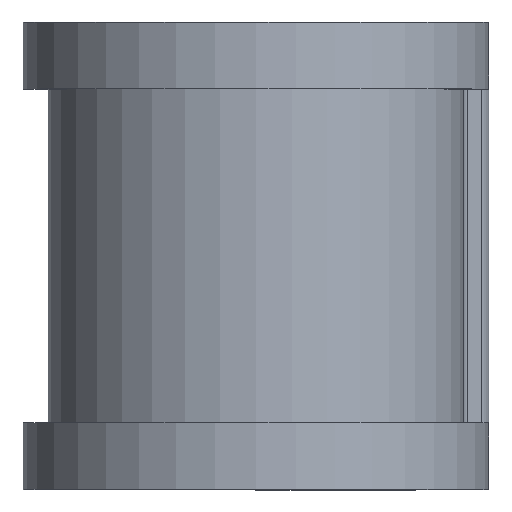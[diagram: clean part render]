
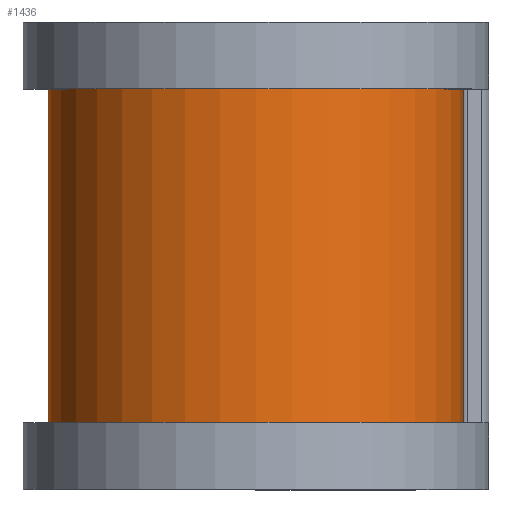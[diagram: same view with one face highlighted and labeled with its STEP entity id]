
A CAD part, top view. The second image highlights one B-rep face of the part: STEP entity #1436.
In plain terms, the highlighted cylindrical face has radius 12.649 mm (diameter 25.298 mm), a partial arc.
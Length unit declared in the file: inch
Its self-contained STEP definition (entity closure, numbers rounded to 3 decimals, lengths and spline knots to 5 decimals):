
#60 = ORIENTED_EDGE ( 'NONE', *, *, #1245, .T. ) ;
#81 = ORIENTED_EDGE ( 'NONE', *, *, #1317, .F. ) ;
#91 = DIRECTION ( 'NONE',  ( 0., 0., -1. ) ) ;
#152 = CYLINDRICAL_SURFACE ( 'NONE', #1632, 0.498 ) ;
#172 = CIRCLE ( 'NONE', #569, 0.498 ) ;
#179 = ORIENTED_EDGE ( 'NONE', *, *, #1284, .F. ) ;
#195 = VECTOR ( 'NONE', #1663, 39.37008 ) ;
#218 = CIRCLE ( 'NONE', #386, 0.498 ) ;
#314 = CARTESIAN_POINT ( 'NONE',  ( 0.498, 0.4, 0. ) ) ;
#360 = DIRECTION ( 'NONE',  ( 0., -1., 0. ) ) ;
#386 = AXIS2_PLACEMENT_3D ( 'NONE', #1692, #925, #91 ) ;
#441 = VERTEX_POINT ( 'NONE', #1001 ) ;
#455 = ORIENTED_EDGE ( 'NONE', *, *, #1313, .T. ) ;
#475 = DIRECTION ( 'NONE',  ( 0., -1., 0. ) ) ;
#522 = CARTESIAN_POINT ( 'NONE',  ( 0., 0.4, -0.498 ) ) ;
#528 = VECTOR ( 'NONE', #475, 39.37008 ) ;
#564 = LINE ( 'NONE', #1030, #195 ) ;
#569 = AXIS2_PLACEMENT_3D ( 'NONE', #1172, #360, #1297 ) ;
#630 = VERTEX_POINT ( 'NONE', #1586 ) ;
#821 = CARTESIAN_POINT ( 'NONE',  ( 0., 0.5, 0. ) ) ;
#897 = CARTESIAN_POINT ( 'NONE',  ( 0.498, 0.5, 0. ) ) ;
#925 = DIRECTION ( 'NONE',  ( 0., -1., 0. ) ) ;
#935 = EDGE_LOOP ( 'NONE', ( #179, #455, #60, #81 ) ) ;
#1001 = CARTESIAN_POINT ( 'NONE',  ( 0., -0.4, -0.498 ) ) ;
#1030 = CARTESIAN_POINT ( 'NONE',  ( 0., 0.5, -0.498 ) ) ;
#1172 = CARTESIAN_POINT ( 'NONE',  ( 0., -0.4, 0. ) ) ;
#1228 = FACE_OUTER_BOUND ( 'NONE', #935, .T. ) ;
#1245 = EDGE_CURVE ( 'NONE', #1388, #441, #564, .T. ) ;
#1284 = EDGE_CURVE ( 'NONE', #1535, #630, #1588, .T. ) ;
#1297 = DIRECTION ( 'NONE',  ( 0., 0., -1. ) ) ;
#1313 = EDGE_CURVE ( 'NONE', #1535, #1388, #218, .T. ) ;
#1317 = EDGE_CURVE ( 'NONE', #630, #441, #172, .T. ) ;
#1388 = VERTEX_POINT ( 'NONE', #522 ) ;
#1436 = ADVANCED_FACE ( 'NONE', ( #1228 ), #152, .T. ) ;
#1535 = VERTEX_POINT ( 'NONE', #314 ) ;
#1586 = CARTESIAN_POINT ( 'NONE',  ( 0.498, -0.4, 0. ) ) ;
#1588 = LINE ( 'NONE', #897, #528 ) ;
#1597 = DIRECTION ( 'NONE',  ( 0., 0., -1. ) ) ;
#1632 = AXIS2_PLACEMENT_3D ( 'NONE', #821, #1717, #1597 ) ;
#1663 = DIRECTION ( 'NONE',  ( 0., -1., 0. ) ) ;
#1692 = CARTESIAN_POINT ( 'NONE',  ( 0., 0.4, 0. ) ) ;
#1717 = DIRECTION ( 'NONE',  ( 0., -1., 0. ) ) ;
